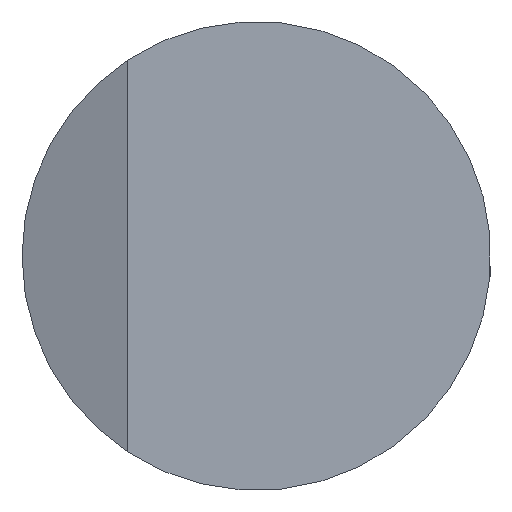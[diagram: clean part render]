
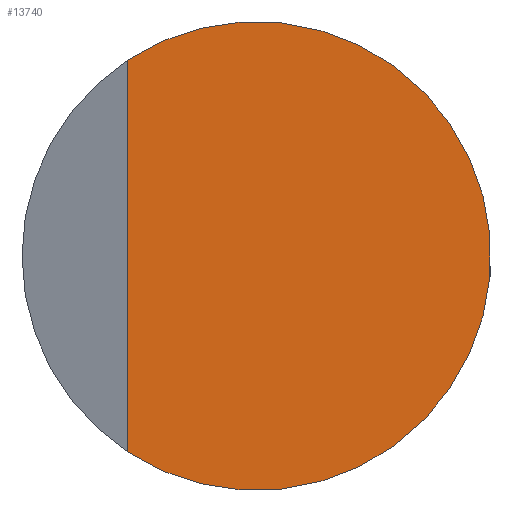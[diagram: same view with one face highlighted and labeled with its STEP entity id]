
A CAD part, left-side view. The second image highlights one B-rep face of the part: STEP entity #13740.
In plain terms, the highlighted planar face has unit normal (-1, 0, 0).
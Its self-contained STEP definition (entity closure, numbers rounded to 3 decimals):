
#21=PLANE('',#15349);
#977=CIRCLE('',#15344,10.);
#1618=LINE('',#23332,#2894);
#2894=VECTOR('',#18228,1000.);
#4809=ORIENTED_EDGE('',*,*,#8636,.T.);
#4810=ORIENTED_EDGE('',*,*,#8627,.F.);
#8627=EDGE_CURVE('',#10541,#10542,#977,.T.);
#8636=EDGE_CURVE('',#10541,#10542,#1618,.T.);
#10541=VERTEX_POINT('',#23314);
#10542=VERTEX_POINT('',#23315);
#11505=EDGE_LOOP('',(#4809,#4810));
#12781=FACE_BOUND('',#11505,.T.);
#13740=ADVANCED_FACE('',(#12781),#21,.F.);
#15344=AXIS2_PLACEMENT_3D('',#23313,#18211,#18212);
#15349=AXIS2_PLACEMENT_3D('',#23331,#18226,#18227);
#18211=DIRECTION('',(1.,0.,0.));
#18212=DIRECTION('',(0.,0.,-1.));
#18226=DIRECTION('',(1.,0.,0.));
#18227=DIRECTION('',(0.,0.,-1.));
#18228=DIRECTION('',(0.,0.,-1.));
#23313=CARTESIAN_POINT('',(0.,0.,0.));
#23314=CARTESIAN_POINT('',(0.,5.5,8.352));
#23315=CARTESIAN_POINT('',(0.,5.5,-8.352));
#23331=CARTESIAN_POINT('',(0.,0.,0.));
#23332=CARTESIAN_POINT('',(0.,5.5,10.));
